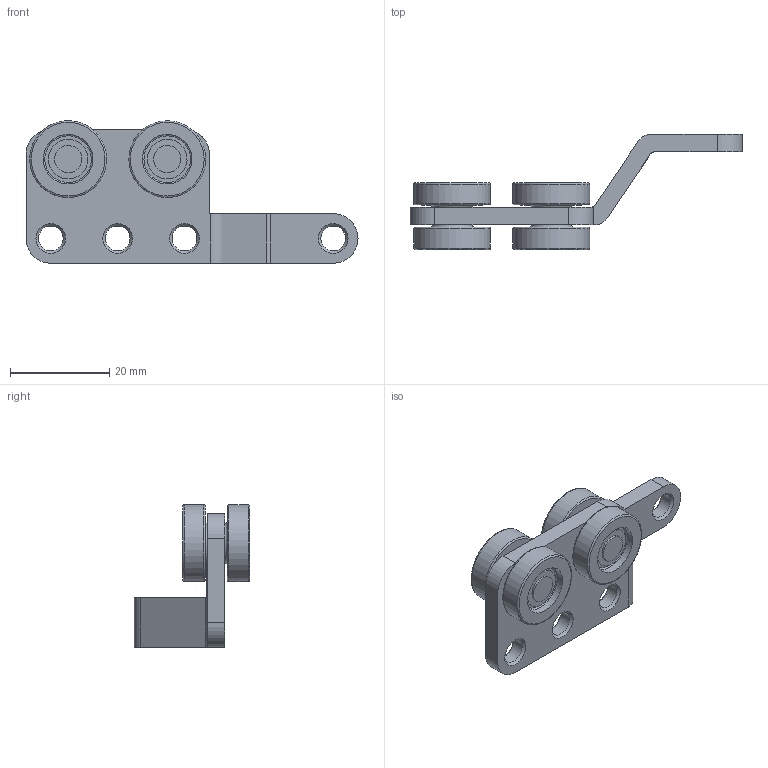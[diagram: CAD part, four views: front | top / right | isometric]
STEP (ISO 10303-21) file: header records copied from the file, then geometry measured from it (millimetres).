
FILE_DESCRIPTION(/* description */ (''),/* implementation_level */ '2;1');
FILE_NAME(/* name */ '99703.stp',/* time_stamp */ '2019-09-09T10:21:02+02:00',/* author */ ('DBARI'),/* organization */ (''),/* preprocessor_version */ 'ST-DEVELOPER v17.2',/* originating_system */ 'Autodesk Inventor 2019',/* authorisation */ '');
FILE_SCHEMA (('AUTOMOTIVE_DESIGN { 1 0 10303 214 3 1 1 }'));
Length unit declared in the file: millimetre
Products named in the file (5): 99703 ensemble; 99703 armature; GALET; AXE; RONDELLE Z4
Assembly tree (9 placements, depth 2):
  99703 ensemble
    99703 armature
    GALET  x4
    AXE  x2
    RONDELLE Z4  x2
Bounding box: 67 x 23.27 x 28.75 mm (x, y, z)
Volume: 7515.5 mm3; surface area: 7029.5 mm2
Topology: 9 solids, 9 shells, 115 faces, 300 edges, 221 vertices
Faces by surface type: cylinder 46, plane 45, torus 16, cone 8
Full cylindrical faces by diameter (mm): 4 x4, 5 x6, 5.2 x6, 5.5 x2, 8 x8, 10 x8, 15.5 x4
Entity records: 2348 total; most frequent: DIRECTION 428, CARTESIAN_POINT 368, ORIENTED_EDGE 332, AXIS2_PLACEMENT_3D 183, EDGE_CURVE 166, VERTEX_POINT 117, CIRCLE 103, EDGE_LOOP 91
